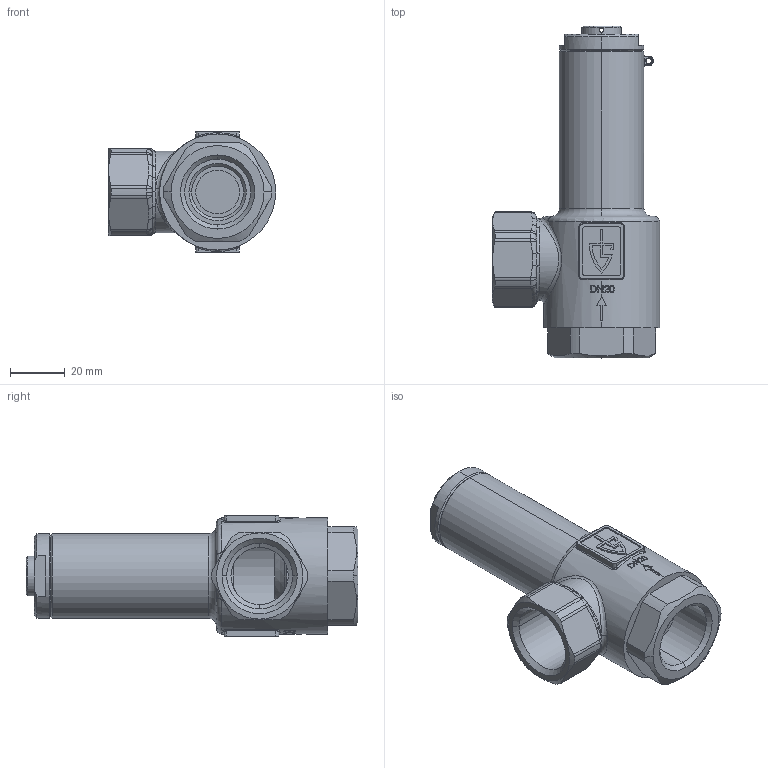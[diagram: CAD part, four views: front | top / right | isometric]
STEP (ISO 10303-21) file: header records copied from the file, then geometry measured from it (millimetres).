
FILE_DESCRIPTION (( 'STEP AP214' ), '1' );
FILE_NAME ('417 3-4 Dummy.STEP', '2011-08-11T06:13:08', ( 'Blankenhorn' ), ( '' ), 'SwSTEP 2.0', 'SolidWorks 2011', '' );
FILE_SCHEMA (( 'AUTOMOTIVE_DESIGN' ));
Length unit declared in the file: millimetre
Products named in the file (1): 417 3-4 Dummy
Bounding box: 61.25 x 121.5 x 44 mm (x, y, z)
Volume: 69601.6 mm3; surface area: 35941.3 mm2
Topology: 4 solids, 4 shells, 520 faces, 1327 edges, 842 vertices
Faces by surface type: plane 180, cylinder 142, bspline 109, cone 48, torus 41
Entity records: 28131 total; most frequent: CARTESIAN_POINT 10369, ORIENTED_EDGE 2654, DIRECTION 2313, EDGE_CURVE 1327, AXIS2_PLACEMENT_3D 884, VERTEX_POINT 842, EDGE_LOOP 561, VECTOR 545
